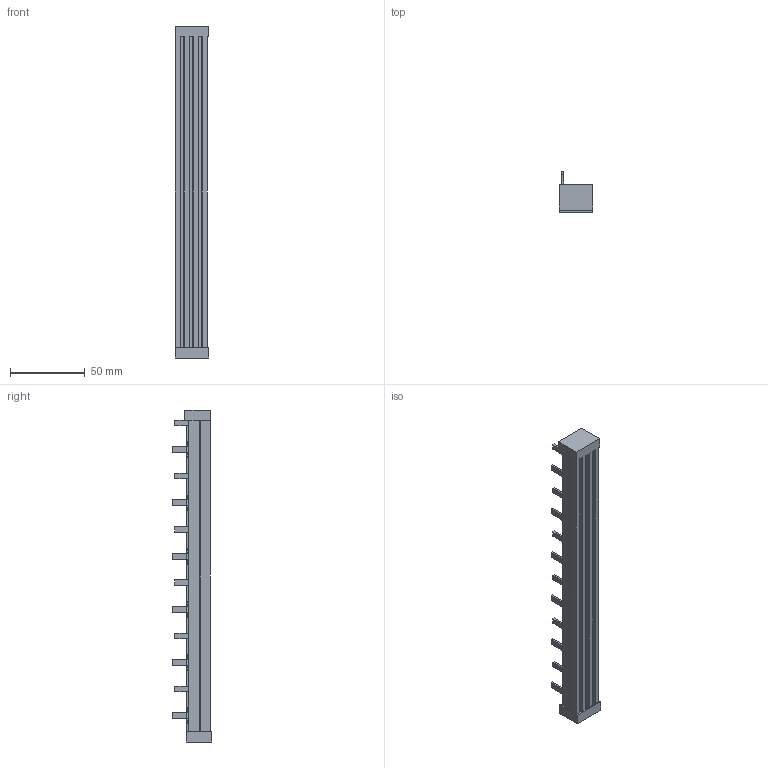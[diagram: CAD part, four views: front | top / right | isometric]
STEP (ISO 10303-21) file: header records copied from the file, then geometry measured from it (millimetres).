
FILE_DESCRIPTION(/* description */ ('Unknown'),/* implementation_level */ '2;1');
FILE_NAME(/* name */ 'PEINE PCZ 3P+N',/* time_stamp */ '2025-05-20T10:14:51-03:00',/* author */ ('Unknown'),/* organization */ ('Unknown'),/* preprocessor_version */ 'ST-DEVELOPER v16.7',/* originating_system */ 'Solid Edge',/* authorisation */ 'Unknown');
FILE_SCHEMA (('AUTOMOTIVE_DESIGN {1 0 10303 214 3 1 1}'));
Length unit declared in the file: millimetre
Products named in the file (1): PEINE PCZ 3P+N
Bounding box: 22.3 x 26.6 x 222 mm (x, y, z)
Volume: 25374.3 mm3; surface area: 66434.9 mm2
Topology: 1 solids, 1 shells, 351 faces, 973 edges, 631 vertices
Faces by surface type: plane 300, cylinder 43, bspline 8
Entity records: 13598 total; most frequent: CARTESIAN_POINT 2164, ORIENTED_EDGE 1946, DIRECTION 1719, EDGE_CURVE 973, LINE 859, VECTOR 859, VERTEX_POINT 631, AXIS2_PLACEMENT_3D 430
